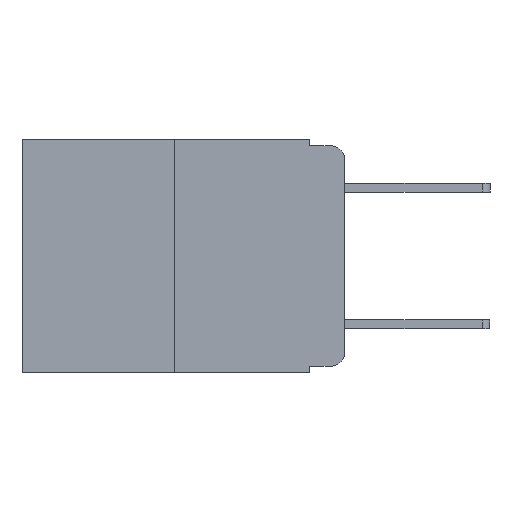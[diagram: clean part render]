
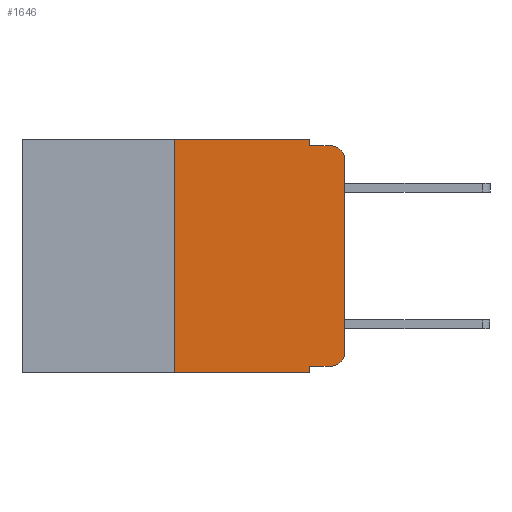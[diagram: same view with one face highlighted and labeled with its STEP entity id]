
A CAD part, left-side view. The second image highlights one B-rep face of the part: STEP entity #1646.
In plain terms, the highlighted planar face has unit normal (-1, 0, 0).
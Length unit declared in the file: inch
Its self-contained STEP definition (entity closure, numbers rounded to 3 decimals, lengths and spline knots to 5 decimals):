
#659 = CARTESIAN_POINT ( 'NONE',  ( 0., 0.051, 0. ) ) ;
#671 = AXIS2_PLACEMENT_3D ( 'NONE', #6872, #732, #7842 ) ;
#732 = DIRECTION ( 'NONE',  ( -1., 0., 0. ) ) ;
#798 = CARTESIAN_POINT ( 'NONE',  ( 0., 0.473, 0. ) ) ;
#1064 = EDGE_CURVE ( 'NONE', #1314, #3692, #5569, .T. ) ;
#1279 = CARTESIAN_POINT ( 'NONE',  ( 0., 0.25, 0. ) ) ;
#1314 = VERTEX_POINT ( 'NONE', #8176 ) ;
#1646 = ADVANCED_FACE ( 'NONE', ( #3261 ), #3506, .F. ) ;
#1688 = ORIENTED_EDGE ( 'NONE', *, *, #12558, .F. ) ;
#1934 = VECTOR ( 'NONE', #9985, 39.37008 ) ;
#2009 = CARTESIAN_POINT ( 'NONE',  ( 0., 0.051, -0.333 ) ) ;
#2094 = CARTESIAN_POINT ( 'NONE',  ( 0., 0.02, -0.01 ) ) ;
#2099 = CARTESIAN_POINT ( 'NONE',  ( 0., 0.051, -0.333 ) ) ;
#2380 = CARTESIAN_POINT ( 'NONE',  ( 0., 0.25, 0. ) ) ;
#2474 = EDGE_CURVE ( 'NONE', #5103, #3115, #9532, .T. ) ;
#2527 = ORIENTED_EDGE ( 'NONE', *, *, #2652, .T. ) ;
#2652 = EDGE_CURVE ( 'NONE', #1314, #4317, #7757, .T. ) ;
#2890 = AXIS2_PLACEMENT_3D ( 'NONE', #11413, #3496, #3815 ) ;
#2910 = CIRCLE ( 'NONE', #8524, 0.02 ) ;
#2912 = CARTESIAN_POINT ( 'NONE',  ( 0., 0.473, -0.343 ) ) ;
#3021 = ORIENTED_EDGE ( 'NONE', *, *, #1064, .F. ) ;
#3115 = VERTEX_POINT ( 'NONE', #10024 ) ;
#3178 = ORIENTED_EDGE ( 'NONE', *, *, #3187, .F. ) ;
#3187 = EDGE_CURVE ( 'NONE', #3115, #11933, #8465, .T. ) ;
#3215 = DIRECTION ( 'NONE',  ( -1., 0., 0. ) ) ;
#3261 = FACE_OUTER_BOUND ( 'NONE', #4608, .T. ) ;
#3377 = VECTOR ( 'NONE', #11237, 39.37008 ) ;
#3414 = CARTESIAN_POINT ( 'NONE',  ( 0., 0.051, -0.01 ) ) ;
#3496 = DIRECTION ( 'NONE',  ( 1., 0., 0. ) ) ;
#3506 = PLANE ( 'NONE',  #2890 ) ;
#3692 = VERTEX_POINT ( 'NONE', #2380 ) ;
#3811 = CARTESIAN_POINT ( 'NONE',  ( 0., 0.02, -0.333 ) ) ;
#3815 = DIRECTION ( 'NONE',  ( 0., 0., -1. ) ) ;
#3884 = EDGE_CURVE ( 'NONE', #5158, #11933, #9060, .T. ) ;
#4159 = LINE ( 'NONE', #798, #9048 ) ;
#4317 = VERTEX_POINT ( 'NONE', #5025 ) ;
#4549 = EDGE_CURVE ( 'NONE', #11748, #5158, #6055, .T. ) ;
#4608 = EDGE_LOOP ( 'NONE', ( #12521, #5543, #3178, #9320, #1688, #3021, #2527, #6193, #10501, #8298 ) ) ;
#4707 = DIRECTION ( 'NONE',  ( 0., -1., 0. ) ) ;
#5025 = CARTESIAN_POINT ( 'NONE',  ( 0., 0.051, -0.343 ) ) ;
#5103 = VERTEX_POINT ( 'NONE', #11223 ) ;
#5158 = VERTEX_POINT ( 'NONE', #9493 ) ;
#5436 = DIRECTION ( 'NONE',  ( 0., -1., 0. ) ) ;
#5543 = ORIENTED_EDGE ( 'NONE', *, *, #3884, .T. ) ;
#5569 = LINE ( 'NONE', #1279, #10651 ) ;
#5915 = VECTOR ( 'NONE', #5436, 39.37008 ) ;
#6055 = LINE ( 'NONE', #10313, #3377 ) ;
#6193 = ORIENTED_EDGE ( 'NONE', *, *, #12465, .F. ) ;
#6353 = LINE ( 'NONE', #2099, #11091 ) ;
#6872 = CARTESIAN_POINT ( 'NONE',  ( 0., 0.02, -0.03 ) ) ;
#7085 = CARTESIAN_POINT ( 'NONE',  ( 0., 0., -0.313 ) ) ;
#7454 = VECTOR ( 'NONE', #4707, 39.37008 ) ;
#7757 = LINE ( 'NONE', #2912, #7454 ) ;
#7842 = DIRECTION ( 'NONE',  ( 0., 0., -1. ) ) ;
#8176 = CARTESIAN_POINT ( 'NONE',  ( 0., 0.25, -0.343 ) ) ;
#8298 = ORIENTED_EDGE ( 'NONE', *, *, #11202, .T. ) ;
#8465 = LINE ( 'NONE', #3414, #5915 ) ;
#8524 = AXIS2_PLACEMENT_3D ( 'NONE', #9098, #3215, #10047 ) ;
#8699 = VERTEX_POINT ( 'NONE', #3811 ) ;
#8859 = DIRECTION ( 'NONE',  ( 0., -1., 0. ) ) ;
#9048 = VECTOR ( 'NONE', #8859, 39.37008 ) ;
#9060 = CIRCLE ( 'NONE', #671, 0.02 ) ;
#9098 = CARTESIAN_POINT ( 'NONE',  ( 0., 0.02, -0.313 ) ) ;
#9320 = ORIENTED_EDGE ( 'NONE', *, *, #2474, .F. ) ;
#9493 = CARTESIAN_POINT ( 'NONE',  ( 0., 0., -0.03 ) ) ;
#9532 = LINE ( 'NONE', #10609, #1934 ) ;
#9693 = DIRECTION ( 'NONE',  ( 0., 0., -1. ) ) ;
#9935 = VECTOR ( 'NONE', #9693, 39.37008 ) ;
#9985 = DIRECTION ( 'NONE',  ( 0., 0., -1. ) ) ;
#10024 = CARTESIAN_POINT ( 'NONE',  ( 0., 0.051, -0.01 ) ) ;
#10047 = DIRECTION ( 'NONE',  ( 0., 0., -1. ) ) ;
#10313 = CARTESIAN_POINT ( 'NONE',  ( 0., 0., 0. ) ) ;
#10501 = ORIENTED_EDGE ( 'NONE', *, *, #11832, .T. ) ;
#10609 = CARTESIAN_POINT ( 'NONE',  ( 0., 0.051, 0. ) ) ;
#10651 = VECTOR ( 'NONE', #11824, 39.37008 ) ;
#11091 = VECTOR ( 'NONE', #12618, 39.37008 ) ;
#11139 = VERTEX_POINT ( 'NONE', #2009 ) ;
#11202 = EDGE_CURVE ( 'NONE', #8699, #11748, #2910, .T. ) ;
#11223 = CARTESIAN_POINT ( 'NONE',  ( 0., 0.051, 0. ) ) ;
#11237 = DIRECTION ( 'NONE',  ( 0., 0., 1. ) ) ;
#11413 = CARTESIAN_POINT ( 'NONE',  ( 0., 0.473, 0. ) ) ;
#11748 = VERTEX_POINT ( 'NONE', #7085 ) ;
#11824 = DIRECTION ( 'NONE',  ( 0., 0., 1. ) ) ;
#11832 = EDGE_CURVE ( 'NONE', #11139, #8699, #6353, .T. ) ;
#11933 = VERTEX_POINT ( 'NONE', #2094 ) ;
#12385 = LINE ( 'NONE', #659, #9935 ) ;
#12465 = EDGE_CURVE ( 'NONE', #11139, #4317, #12385, .T. ) ;
#12521 = ORIENTED_EDGE ( 'NONE', *, *, #4549, .T. ) ;
#12558 = EDGE_CURVE ( 'NONE', #3692, #5103, #4159, .T. ) ;
#12618 = DIRECTION ( 'NONE',  ( 0., -1., 0. ) ) ;
